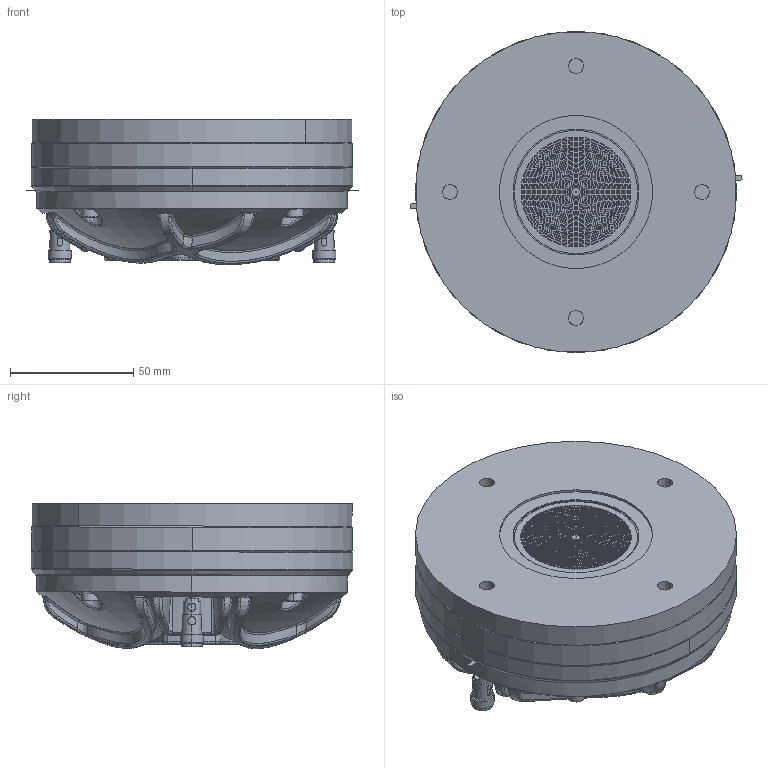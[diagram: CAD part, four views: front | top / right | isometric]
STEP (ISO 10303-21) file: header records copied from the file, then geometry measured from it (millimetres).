
FILE_DESCRIPTION (( 'STEP AP214' ), '1' );
FILE_NAME ('200N-发客户用.STEP', '2023-04-11T11:33:35', ( '' ), ( '' ), 'SwSTEP 2.0', 'SolidWorks 2020', '' );
FILE_SCHEMA (( 'AUTOMOTIVE_DESIGN' ));
Length unit declared in the file: millimetre
Products named in the file (1): 200N-楷諦誧蚚
Bounding box: 134.43 x 130.21 x 58.96 mm (x, y, z)
Volume: 591334.7 mm3; surface area: 73279 mm2
Topology: 2 solids, 3 shells, 7077 faces, 20882 edges, 13843 vertices
Faces by surface type: plane 6529, bspline 226, cylinder 161, torus 90, cone 65, sphere 6
Entity records: 344282 total; most frequent: CARTESIAN_POINT 73163, ORIENTED_EDGE 41754, DIRECTION 34371, EDGE_CURVE 20877, VECTOR 19571, LINE 19571, VERTEX_POINT 13842, EDGE_LOOP 10327
